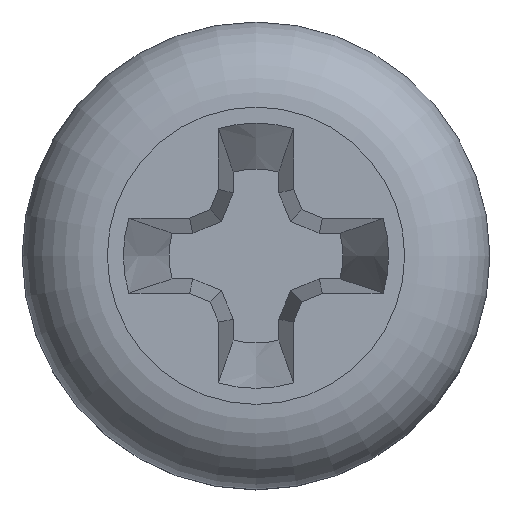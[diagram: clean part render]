
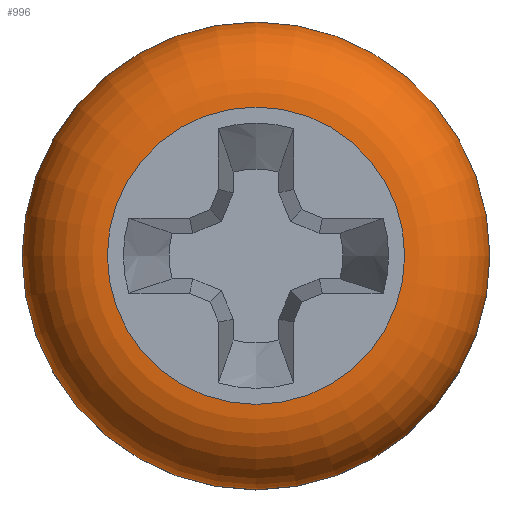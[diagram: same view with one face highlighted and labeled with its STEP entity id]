
A CAD part, top view. The second image highlights one B-rep face of the part: STEP entity #996.
In plain terms, the highlighted toroidal (fillet/blend) face has major radius 1.78 mm and minor radius 1.02 mm.
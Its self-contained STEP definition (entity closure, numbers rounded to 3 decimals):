
#40=TOROIDAL_SURFACE('',#1077,1.78,1.02);
#82=FACE_OUTER_BOUND('',#136,.T.);
#136=EDGE_LOOP('',(#746,#747,#748,#749,#750,#751,#752));
#173=CIRCLE('',#1078,2.8);
#174=CIRCLE('',#1079,2.8);
#175=CIRCLE('',#1080,1.02);
#176=CIRCLE('',#1081,1.78);
#177=CIRCLE('',#1082,1.78);
#178=CIRCLE('',#1083,2.8);
#438=VERTEX_POINT('',#5835);
#439=VERTEX_POINT('',#5836);
#440=VERTEX_POINT('',#5838);
#441=VERTEX_POINT('',#5840);
#442=VERTEX_POINT('',#5842);
#567=EDGE_CURVE('',#438,#439,#173,.T.);
#568=EDGE_CURVE('',#440,#438,#174,.T.);
#569=EDGE_CURVE('',#440,#441,#175,.T.);
#570=EDGE_CURVE('',#441,#442,#176,.T.);
#571=EDGE_CURVE('',#442,#441,#177,.T.);
#572=EDGE_CURVE('',#439,#440,#178,.T.);
#746=ORIENTED_EDGE('',*,*,#567,.F.);
#747=ORIENTED_EDGE('',*,*,#568,.F.);
#748=ORIENTED_EDGE('',*,*,#569,.T.);
#749=ORIENTED_EDGE('',*,*,#570,.T.);
#750=ORIENTED_EDGE('',*,*,#571,.T.);
#751=ORIENTED_EDGE('',*,*,#569,.F.);
#752=ORIENTED_EDGE('',*,*,#572,.F.);
#996=ADVANCED_FACE('',(#82),#40,.T.);
#1077=AXIS2_PLACEMENT_3D('',#5834,#1209,#1210);
#1078=AXIS2_PLACEMENT_3D('',#5837,#1211,#1212);
#1079=AXIS2_PLACEMENT_3D('',#5839,#1213,#1214);
#1080=AXIS2_PLACEMENT_3D('',#5841,#1215,#1216);
#1081=AXIS2_PLACEMENT_3D('',#5843,#1217,#1218);
#1082=AXIS2_PLACEMENT_3D('',#5844,#1219,#1220);
#1083=AXIS2_PLACEMENT_3D('',#5845,#1221,#1222);
#1209=DIRECTION('center_axis',(0.,0.,-1.));
#1210=DIRECTION('ref_axis',(0.,1.,0.));
#1211=DIRECTION('center_axis',(0.,0.,-1.));
#1212=DIRECTION('ref_axis',(0.,1.,0.));
#1213=DIRECTION('center_axis',(0.,0.,-1.));
#1214=DIRECTION('ref_axis',(0.,1.,0.));
#1215=DIRECTION('center_axis',(-1.,0.,0.));
#1216=DIRECTION('ref_axis',(0.,-1.,0.));
#1217=DIRECTION('center_axis',(0.,0.,-1.));
#1218=DIRECTION('ref_axis',(0.,1.,0.));
#1219=DIRECTION('center_axis',(0.,0.,-1.));
#1220=DIRECTION('ref_axis',(0.,1.,0.));
#1221=DIRECTION('center_axis',(0.,0.,-1.));
#1222=DIRECTION('ref_axis',(0.,1.,0.));
#5834=CARTESIAN_POINT('Origin',(0.,0.,1.38));
#5835=CARTESIAN_POINT('',(-2.8,0.,1.38));
#5836=CARTESIAN_POINT('',(2.8,0.,1.38));
#5837=CARTESIAN_POINT('Origin',(0.,0.,1.38));
#5838=CARTESIAN_POINT('',(0.,-2.8,1.38));
#5839=CARTESIAN_POINT('Origin',(0.,0.,1.38));
#5840=CARTESIAN_POINT('',(0.,-1.78,2.4));
#5841=CARTESIAN_POINT('Origin',(0.,-1.78,1.38));
#5842=CARTESIAN_POINT('',(0.,1.78,2.4));
#5843=CARTESIAN_POINT('Origin',(0.,0.,2.4));
#5844=CARTESIAN_POINT('Origin',(0.,0.,2.4));
#5845=CARTESIAN_POINT('Origin',(0.,0.,1.38));
